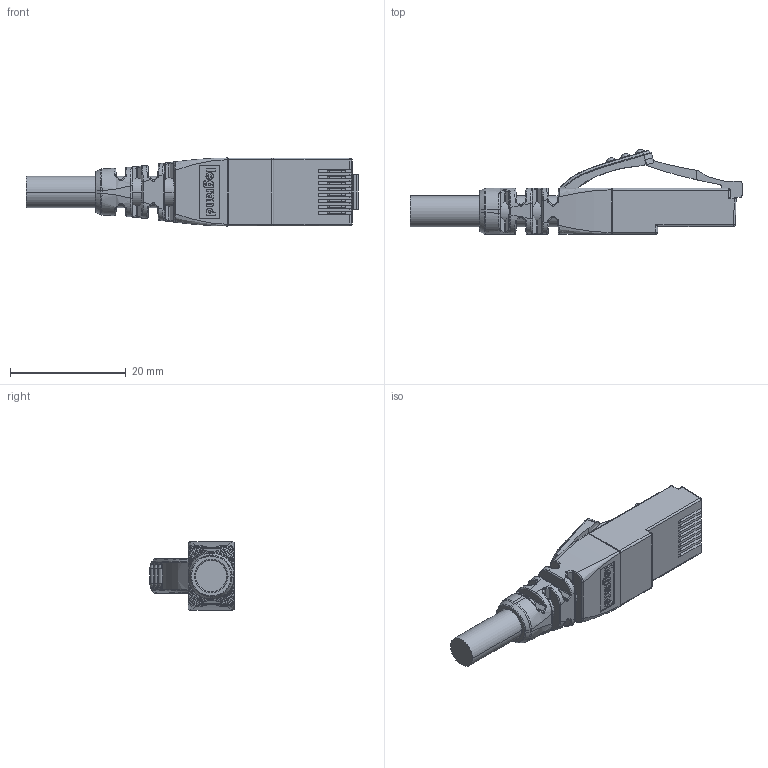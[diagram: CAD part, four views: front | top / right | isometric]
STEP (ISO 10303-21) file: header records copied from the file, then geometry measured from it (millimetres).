
FILE_DESCRIPTION(('CATIA V5 STEP Exchange'),'2;1');
FILE_NAME('051636.stp','2021-10-05T12:46:18+00:00',('none'),('none'),'CATIA Version 5 Release 20 GA (IN-10)','CATIA V5 STEP AP203','none');
FILE_SCHEMA(('CONFIG_CONTROL_DESIGN'));
Products named in the file (1): EG01801_A
Bounding box: 57.45 x 14.66 x 11.78 mm (x, y, z)
Volume: 3766.9 mm3; surface area: 2648.2 mm2
Topology: 1 solids, 1 shells, 1363 faces, 3774 edges, 2420 vertices
Faces by surface type: plane 951, bspline 188, cylinder 186, sphere 16, torus 10, extrusion 6, revolution 6
Entity records: 52254 total; most frequent: CARTESIAN_POINT 19925, ORIENTED_EDGE 7516, DIRECTION 5239, EDGE_CURVE 3758, VECTOR 2843, LINE 2837, VERTEX_POINT 2420, EDGE_LOOP 1388
